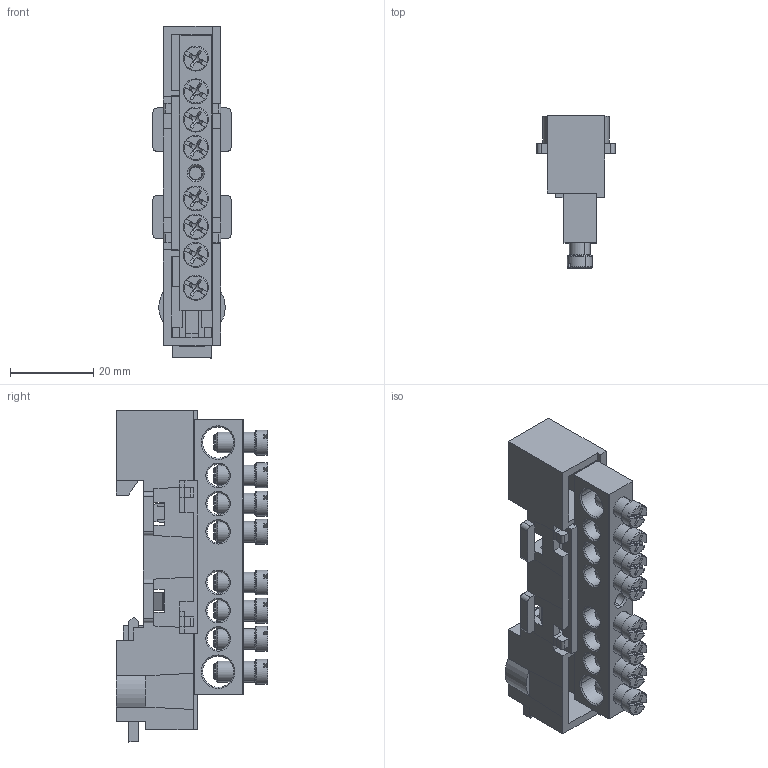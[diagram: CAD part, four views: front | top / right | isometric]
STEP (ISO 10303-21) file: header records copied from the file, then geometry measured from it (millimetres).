
FILE_DESCRIPTION (( 'STEP AP214' ), '1' );
FILE_NAME ('KSN-8 8õ12-08.STEP', '2023-11-22T08:28:01', ( '' ), ( '' ), 'SwSTEP 2.0', 'SolidWorks 2022', '' );
FILE_SCHEMA (( 'AUTOMOTIVE_DESIGN' ));
Length unit declared in the file: millimetre
Products named in the file (8): UHBT-4-8x12.08.00; KSN-8 8х12-08; Подставка универсалM1_Каталог_2016_100А; Винт М5х10_20140212; UHBT-4-8x12.08.01; Винт М4х8; защелка UH_каталог; SHBT-01 02 8х12
Assembly tree (14 placements, depth 3):
  KSN-8 8х12-08
    Подставка универсалM1_Каталог_2016_100А
    защелка UH_каталог
    SHBT-01 02 8х12
    Винт М4х8
    UHBT-4-8x12.08.00
      UHBT-4-8x12.08.01
      Винт М5х10_20140212  x8
Bounding box: 18.8 x 36.6 x 80 mm (x, y, z)
Volume: 15031.3 mm3; surface area: 16688.7 mm2
Topology: 13 solids, 13 shells, 864 faces, 2400 edges, 1537 vertices
Faces by surface type: plane 507, cylinder 146, cone 133, torus 76, bspline 2
Entity records: 17821 total; most frequent: CARTESIAN_POINT 3733, ORIENTED_EDGE 2920, DIRECTION 2685, EDGE_CURVE 1460, VECTOR 1041, LINE 1041, VERTEX_POINT 942, AXIS2_PLACEMENT_3D 822
